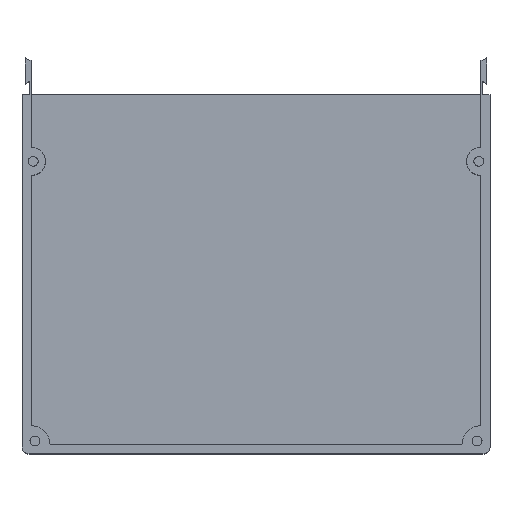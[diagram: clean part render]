
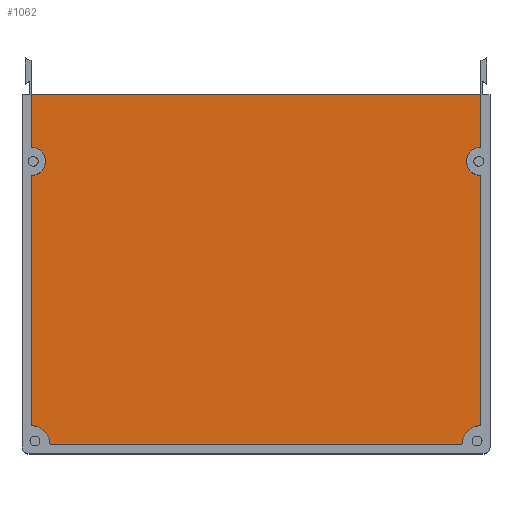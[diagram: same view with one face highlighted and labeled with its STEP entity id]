
A CAD part, top view. The second image highlights one B-rep face of the part: STEP entity #1062.
In plain terms, the highlighted planar face has unit normal (0, 0, 1).
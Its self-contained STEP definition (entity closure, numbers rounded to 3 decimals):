
#427 = VERTEX_POINT('',#428);
#428 = CARTESIAN_POINT('',(4.,153.5,4.));
#434 = EDGE_CURVE('',#427,#435,#437,.T.);
#435 = VERTEX_POINT('',#436);
#436 = CARTESIAN_POINT('',(196.,153.5,4.));
#437 = LINE('',#438,#439);
#438 = CARTESIAN_POINT('',(0.,153.5,4.));
#439 = VECTOR('',#440,1.);
#440 = DIRECTION('',(1.,0.,0.));
#656 = VERTEX_POINT('',#657);
#657 = CARTESIAN_POINT('',(4.,131.,4.));
#663 = EDGE_CURVE('',#656,#427,#664,.T.);
#664 = LINE('',#665,#666);
#665 = CARTESIAN_POINT('',(4.,4.,4.));
#666 = VECTOR('',#667,1.);
#667 = DIRECTION('',(0.,1.,0.));
#710 = VERTEX_POINT('',#711);
#711 = CARTESIAN_POINT('',(4.,119.,4.));
#717 = EDGE_CURVE('',#710,#656,#718,.T.);
#718 = CIRCLE('',#719,6.);
#719 = AXIS2_PLACEMENT_3D('',#720,#721,#722);
#720 = CARTESIAN_POINT('',(4.,125.,4.));
#721 = DIRECTION('',(0.,0.,1.));
#722 = DIRECTION('',(1.,0.,0.));
#759 = VERTEX_POINT('',#760);
#760 = CARTESIAN_POINT('',(4.,12.,4.));
#766 = EDGE_CURVE('',#759,#710,#767,.T.);
#767 = LINE('',#768,#769);
#768 = CARTESIAN_POINT('',(4.,4.,4.));
#769 = VECTOR('',#770,1.);
#770 = DIRECTION('',(0.,1.,0.));
#807 = VERTEX_POINT('',#808);
#808 = CARTESIAN_POINT('',(12.,4.,4.));
#814 = EDGE_CURVE('',#807,#759,#815,.T.);
#815 = CIRCLE('',#816,8.);
#816 = AXIS2_PLACEMENT_3D('',#817,#818,#819);
#817 = CARTESIAN_POINT('',(4.,4.,4.));
#818 = DIRECTION('',(0.,0.,1.));
#819 = DIRECTION('',(1.,0.,0.));
#838 = EDGE_CURVE('',#435,#839,#841,.T.);
#839 = VERTEX_POINT('',#840);
#840 = CARTESIAN_POINT('',(196.,131.,4.));
#841 = LINE('',#842,#843);
#842 = CARTESIAN_POINT('',(196.,170.,4.));
#843 = VECTOR('',#844,1.);
#844 = DIRECTION('',(0.,-1.,0.));
#862 = VERTEX_POINT('',#863);
#863 = CARTESIAN_POINT('',(188.,4.,4.));
#869 = EDGE_CURVE('',#862,#807,#870,.T.);
#870 = LINE('',#871,#872);
#871 = CARTESIAN_POINT('',(196.,4.,4.));
#872 = VECTOR('',#873,1.);
#873 = DIRECTION('',(-1.,0.,0.));
#886 = EDGE_CURVE('',#839,#887,#889,.T.);
#887 = VERTEX_POINT('',#888);
#888 = CARTESIAN_POINT('',(196.,119.,4.));
#889 = CIRCLE('',#890,6.);
#890 = AXIS2_PLACEMENT_3D('',#891,#892,#893);
#891 = CARTESIAN_POINT('',(196.,125.,4.));
#892 = DIRECTION('',(0.,0.,1.));
#893 = DIRECTION('',(1.,0.,0.));
#911 = VERTEX_POINT('',#912);
#912 = CARTESIAN_POINT('',(196.,12.,4.));
#918 = EDGE_CURVE('',#911,#862,#919,.T.);
#919 = CIRCLE('',#920,8.);
#920 = AXIS2_PLACEMENT_3D('',#921,#922,#923);
#921 = CARTESIAN_POINT('',(196.,4.,4.));
#922 = DIRECTION('',(0.,0.,1.));
#923 = DIRECTION('',(1.,0.,0.));
#936 = EDGE_CURVE('',#887,#911,#937,.T.);
#937 = LINE('',#938,#939);
#938 = CARTESIAN_POINT('',(196.,170.,4.));
#939 = VECTOR('',#940,1.);
#940 = DIRECTION('',(0.,-1.,0.));
#1062 = ADVANCED_FACE('',(#1063),#1075,.T.);
#1063 = FACE_BOUND('',#1064,.T.);
#1064 = EDGE_LOOP('',(#1065,#1066,#1067,#1068,#1069,#1070,#1071,#1072,
    #1073,#1074));
#1065 = ORIENTED_EDGE('',*,*,#434,.F.);
#1066 = ORIENTED_EDGE('',*,*,#663,.F.);
#1067 = ORIENTED_EDGE('',*,*,#717,.F.);
#1068 = ORIENTED_EDGE('',*,*,#766,.F.);
#1069 = ORIENTED_EDGE('',*,*,#814,.F.);
#1070 = ORIENTED_EDGE('',*,*,#869,.F.);
#1071 = ORIENTED_EDGE('',*,*,#918,.F.);
#1072 = ORIENTED_EDGE('',*,*,#936,.F.);
#1073 = ORIENTED_EDGE('',*,*,#886,.F.);
#1074 = ORIENTED_EDGE('',*,*,#838,.F.);
#1075 = PLANE('',#1076);
#1076 = AXIS2_PLACEMENT_3D('',#1077,#1078,#1079);
#1077 = CARTESIAN_POINT('',(100.,95.115,4.));
#1078 = DIRECTION('',(0.,0.,1.));
#1079 = DIRECTION('',(1.,0.,0.));
